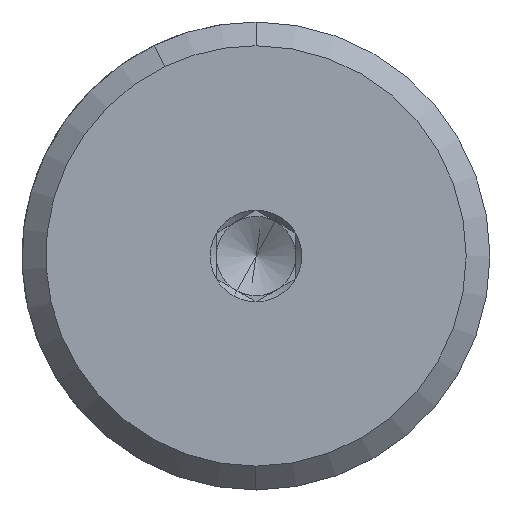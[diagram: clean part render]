
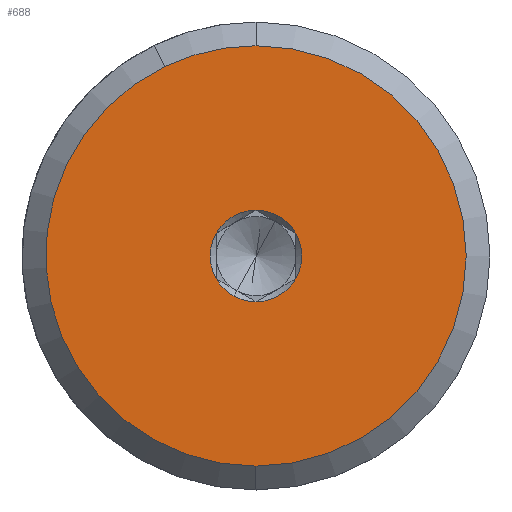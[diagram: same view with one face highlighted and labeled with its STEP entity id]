
A CAD part, top view. The second image highlights one B-rep face of the part: STEP entity #688.
In plain terms, the highlighted planar face has unit normal (0, 0, 1).
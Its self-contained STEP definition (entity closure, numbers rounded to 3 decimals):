
#386=AXIS2_PLACEMENT_3D('Circle Axis2P3D',#384,#385,$) ;
#462=AXIS2_PLACEMENT_3D('Circle Axis2P3D',#460,#461,$) ;
#485=AXIS2_PLACEMENT_3D('Circle Axis2P3D',#483,#484,$) ;
#590=AXIS2_PLACEMENT_3D('Circle Axis2P3D',#588,#589,$) ;
#601=AXIS2_PLACEMENT_3D('Plane Axis2P3D',#598,#599,#600) ;
#605=AXIS2_PLACEMENT_3D('Circle Axis2P3D',#603,#604,$) ;
#614=AXIS2_PLACEMENT_3D('Circle Axis2P3D',#612,#613,$) ;
#621=AXIS2_PLACEMENT_3D('Circle Axis2P3D',#619,#620,$) ;
#192=CARTESIAN_POINT('Vertex',(24.5,26.613,21.5)) ;
#206=CARTESIAN_POINT('Vertex',(24.5,32.387,21.5)) ;
#240=CARTESIAN_POINT('Vertex',(29.5,23.726,21.5)) ;
#354=CARTESIAN_POINT('Vertex',(29.5,35.274,21.5)) ;
#384=CARTESIAN_POINT('Axis2P3D Location',(29.5,29.5,21.5)) ;
#403=CARTESIAN_POINT('Vertex',(34.5,26.613,21.5)) ;
#460=CARTESIAN_POINT('Axis2P3D Location',(29.5,29.5,21.5)) ;
#464=CARTESIAN_POINT('Vertex',(26.732,24.433,21.5)) ;
#483=CARTESIAN_POINT('Axis2P3D Location',(29.5,29.5,21.5)) ;
#555=CARTESIAN_POINT('Vertex',(34.5,32.387,21.5)) ;
#588=CARTESIAN_POINT('Axis2P3D Location',(29.5,29.5,21.5)) ;
#598=CARTESIAN_POINT('Axis2P3D Location',(29.5,29.5,21.5)) ;
#603=CARTESIAN_POINT('Axis2P3D Location',(29.5,29.5,21.5)) ;
#607=CARTESIAN_POINT('Vertex',(17.989,53.369,21.5)) ;
#609=CARTESIAN_POINT('Vertex',(29.5,56.,21.5)) ;
#612=CARTESIAN_POINT('Axis2P3D Location',(29.5,29.5,21.5)) ;
#616=CARTESIAN_POINT('Vertex',(29.5,3.,21.5)) ;
#619=CARTESIAN_POINT('Axis2P3D Location',(29.5,29.5,21.5)) ;
#630=CARTESIAN_POINT('Control Point',(32.268,34.567,21.5)) ;
#631=CARTESIAN_POINT('Control Point',(31.761,34.844,21.5)) ;
#632=CARTESIAN_POINT('Control Point',(31.22,35.057,21.5)) ;
#633=CARTESIAN_POINT('Control Point',(30.655,35.201,21.5)) ;
#634=CARTESIAN_POINT('Control Point',(30.077,35.274,21.5)) ;
#635=CARTESIAN_POINT('Control Point',(29.5,35.274,21.5)) ;
#636=CARTESIAN_POINT('Vertex',(32.268,34.567,21.5)) ;
#640=CARTESIAN_POINT('Control Point',(34.5,32.387,21.5)) ;
#641=CARTESIAN_POINT('Control Point',(34.206,32.896,21.5)) ;
#642=CARTESIAN_POINT('Control Point',(33.846,33.369,21.5)) ;
#643=CARTESIAN_POINT('Control Point',(33.429,33.792,21.5)) ;
#644=CARTESIAN_POINT('Control Point',(32.927,34.185,21.5)) ;
#645=CARTESIAN_POINT('Control Point',(32.381,34.503,21.5)) ;
#646=CARTESIAN_POINT('Control Point',(32.344,34.525,21.5)) ;
#647=CARTESIAN_POINT('Control Point',(32.306,34.546,21.5)) ;
#648=CARTESIAN_POINT('Control Point',(32.268,34.567,21.5)) ;
#651=CARTESIAN_POINT('Control Point',(34.5,26.613,21.5)) ;
#652=CARTESIAN_POINT('Control Point',(34.794,27.123,21.5)) ;
#653=CARTESIAN_POINT('Control Point',(35.024,27.67,21.5)) ;
#654=CARTESIAN_POINT('Control Point',(35.182,28.244,21.5)) ;
#655=CARTESIAN_POINT('Control Point',(35.348,29.419,21.5)) ;
#656=CARTESIAN_POINT('Control Point',(35.214,30.598,21.5)) ;
#657=CARTESIAN_POINT('Control Point',(35.072,31.176,21.5)) ;
#658=CARTESIAN_POINT('Control Point',(34.847,31.759,21.5)) ;
#659=CARTESIAN_POINT('Control Point',(34.548,32.303,21.5)) ;
#660=CARTESIAN_POINT('Control Point',(34.532,32.331,21.5)) ;
#661=CARTESIAN_POINT('Control Point',(34.516,32.359,21.5)) ;
#662=CARTESIAN_POINT('Control Point',(34.5,32.387,21.5)) ;
#665=CARTESIAN_POINT('Control Point',(29.5,23.726,21.5)) ;
#666=CARTESIAN_POINT('Control Point',(30.089,23.726,21.5)) ;
#667=CARTESIAN_POINT('Control Point',(30.677,23.801,21.5)) ;
#668=CARTESIAN_POINT('Control Point',(31.253,23.952,21.5)) ;
#669=CARTESIAN_POINT('Control Point',(32.354,24.395,21.5)) ;
#670=CARTESIAN_POINT('Control Point',(33.308,25.1,21.5)) ;
#671=CARTESIAN_POINT('Control Point',(33.737,25.512,21.5)) ;
#672=CARTESIAN_POINT('Control Point',(34.13,25.999,21.5)) ;
#673=CARTESIAN_POINT('Control Point',(34.451,26.53,21.5)) ;
#674=CARTESIAN_POINT('Control Point',(34.468,26.558,21.5)) ;
#675=CARTESIAN_POINT('Control Point',(34.484,26.585,21.5)) ;
#676=CARTESIAN_POINT('Control Point',(34.5,26.613,21.5)) ;
#385=DIRECTION('Axis2P3D Direction',(0.,-0.,1.)) ;
#461=DIRECTION('Axis2P3D Direction',(0.,-0.,1.)) ;
#484=DIRECTION('Axis2P3D Direction',(0.,-0.,1.)) ;
#589=DIRECTION('Axis2P3D Direction',(0.,-0.,1.)) ;
#599=DIRECTION('Axis2P3D Direction',(0.,0.,-1.)) ;
#600=DIRECTION('Axis2P3D XDirection',(0.,1.,0.)) ;
#604=DIRECTION('Axis2P3D Direction',(0.,0.,-1.)) ;
#613=DIRECTION('Axis2P3D Direction',(0.,0.,-1.)) ;
#620=DIRECTION('Axis2P3D Direction',(0.,0.,-1.)) ;
#625=ORIENTED_EDGE('',*,*,#611,.F.) ;
#626=ORIENTED_EDGE('',*,*,#618,.F.) ;
#627=ORIENTED_EDGE('',*,*,#623,.F.) ;
#679=ORIENTED_EDGE('',*,*,#638,.T.) ;
#680=ORIENTED_EDGE('',*,*,#649,.T.) ;
#681=ORIENTED_EDGE('',*,*,#663,.T.) ;
#682=ORIENTED_EDGE('',*,*,#677,.T.) ;
#683=ORIENTED_EDGE('',*,*,#487,.T.) ;
#684=ORIENTED_EDGE('',*,*,#466,.T.) ;
#685=ORIENTED_EDGE('',*,*,#388,.T.) ;
#686=ORIENTED_EDGE('',*,*,#592,.T.) ;
#687=FACE_BOUND('',#678,.T.) ;
#688=ADVANCED_FACE('Stopper Plug_M50.1\\Koerper.2',(#628,#687),#602,.F.) ;
#629=B_SPLINE_CURVE_WITH_KNOTS('',5,(#630,#631,#632,#633,#634,#635),.UNSPECIFIED.,.F.,.U.,(6,6),(0.,4.082),.UNSPECIFIED.) ;
#639=B_SPLINE_CURVE_WITH_KNOTS('',5,(#640,#641,#642,#643,#644,#645,#646,#647,#648),.UNSPECIFIED.,.F.,.U.,(6,3,6),(0.,4.162,4.468),.UNSPECIFIED.) ;
#650=B_SPLINE_CURVE_WITH_KNOTS('',5,(#651,#652,#653,#654,#655,#656,#657,#658,#659,#660,#661,#662),.UNSPECIFIED.,.F.,.U.,(6,3,3,6),(0.,4.162,8.323,8.55),.UNSPECIFIED.) ;
#664=B_SPLINE_CURVE_WITH_KNOTS('',5,(#665,#666,#667,#668,#669,#670,#671,#672,#673,#674,#675,#676),.UNSPECIFIED.,.F.,.U.,(6,3,3,6),(0.,4.162,8.323,8.55),.UNSPECIFIED.) ;
#387=CIRCLE('generated circle',#386,5.774) ;
#463=CIRCLE('generated circle',#462,5.774) ;
#486=CIRCLE('generated circle',#485,5.774) ;
#591=CIRCLE('generated circle',#590,5.774) ;
#606=CIRCLE('generated circle',#605,26.5) ;
#615=CIRCLE('generated circle',#614,26.5) ;
#622=CIRCLE('generated circle',#621,26.5) ;
#388=EDGE_CURVE('',#193,#207,#387,.F.) ;
#466=EDGE_CURVE('',#465,#193,#463,.F.) ;
#487=EDGE_CURVE('',#241,#465,#486,.F.) ;
#592=EDGE_CURVE('',#207,#355,#591,.F.) ;
#611=EDGE_CURVE('',#608,#610,#606,.T.) ;
#618=EDGE_CURVE('',#617,#608,#615,.T.) ;
#623=EDGE_CURVE('',#610,#617,#622,.T.) ;
#638=EDGE_CURVE('',#355,#637,#629,.F.) ;
#649=EDGE_CURVE('',#637,#556,#639,.F.) ;
#663=EDGE_CURVE('',#556,#404,#650,.F.) ;
#677=EDGE_CURVE('',#404,#241,#664,.F.) ;
#624=EDGE_LOOP('',(#625,#626,#627)) ;
#678=EDGE_LOOP('',(#679,#680,#681,#682,#683,#684,#685,#686)) ;
#628=FACE_OUTER_BOUND('',#624,.T.) ;
#602=PLANE('',#601) ;
#193=VERTEX_POINT('',#192) ;
#207=VERTEX_POINT('',#206) ;
#241=VERTEX_POINT('',#240) ;
#355=VERTEX_POINT('',#354) ;
#404=VERTEX_POINT('',#403) ;
#465=VERTEX_POINT('',#464) ;
#556=VERTEX_POINT('',#555) ;
#608=VERTEX_POINT('',#607) ;
#610=VERTEX_POINT('',#609) ;
#617=VERTEX_POINT('',#616) ;
#637=VERTEX_POINT('',#636) ;
